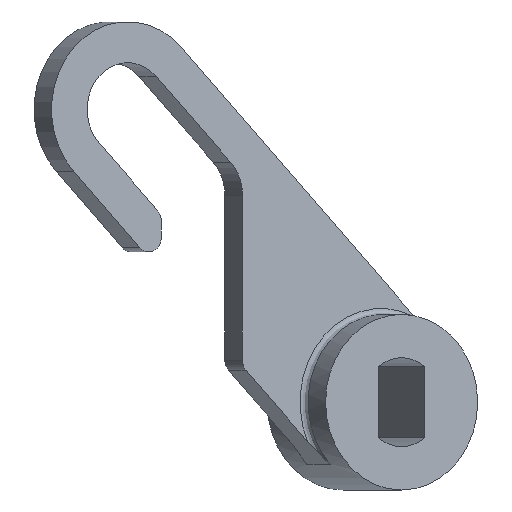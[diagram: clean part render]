
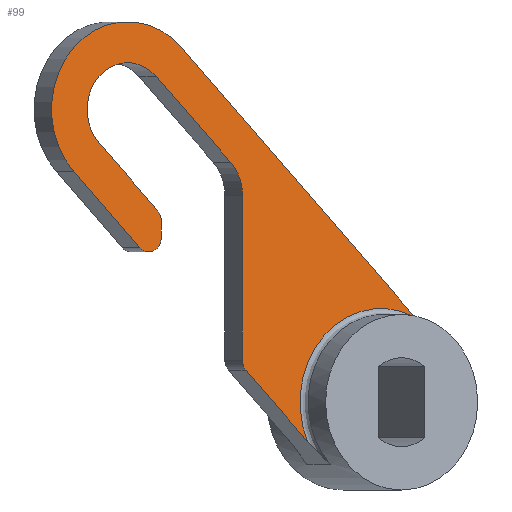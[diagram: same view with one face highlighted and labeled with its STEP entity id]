
A CAD part, front view. The second image highlights one B-rep face of the part: STEP entity #99.
In plain terms, the highlighted planar face has unit normal (0.5, -0.866, 0).
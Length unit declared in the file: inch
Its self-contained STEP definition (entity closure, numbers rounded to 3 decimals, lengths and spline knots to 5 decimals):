
#59=PLANE('',#508);
#75=FACE_OUTER_BOUND('',#215,.T.);
#99=ADVANCED_FACE('',(#75),#59,.F.);
#129=LINE('',#702,#165);
#133=LINE('',#714,#169);
#134=LINE('',#716,#170);
#139=LINE('',#759,#175);
#143=LINE('',#782,#179);
#144=LINE('',#784,#180);
#148=LINE('',#793,#184);
#165=VECTOR('',#571,1.);
#169=VECTOR('',#583,1.);
#170=VECTOR('',#586,1.);
#175=VECTOR('',#593,1.);
#179=VECTOR('',#605,1.);
#180=VECTOR('',#608,1.);
#184=VECTOR('',#614,1.);
#215=EDGE_LOOP('',(#298,#299,#300,#301,#302,#303,#304,#305,#306,#307,#308,
#309,#310,#311));
#298=ORIENTED_EDGE('',*,*,#419,.T.);
#299=ORIENTED_EDGE('',*,*,#442,.T.);
#300=ORIENTED_EDGE('',*,*,#427,.T.);
#301=ORIENTED_EDGE('',*,*,#431,.T.);
#302=ORIENTED_EDGE('',*,*,#434,.T.);
#303=ORIENTED_EDGE('',*,*,#443,.T.);
#304=ORIENTED_EDGE('',*,*,#435,.T.);
#305=ORIENTED_EDGE('',*,*,#444,.T.);
#306=ORIENTED_EDGE('',*,*,#439,.T.);
#307=ORIENTED_EDGE('',*,*,#408,.T.);
#308=ORIENTED_EDGE('',*,*,#412,.T.);
#309=ORIENTED_EDGE('',*,*,#415,.T.);
#310=ORIENTED_EDGE('',*,*,#418,.T.);
#311=ORIENTED_EDGE('',*,*,#445,.T.);
#362=VERTEX_POINT('',#693);
#363=VERTEX_POINT('',#695);
#365=VERTEX_POINT('',#701);
#367=VERTEX_POINT('',#707);
#369=VERTEX_POINT('',#713);
#370=VERTEX_POINT('',#717);
#371=VERTEX_POINT('',#718);
#376=VERTEX_POINT('',#758);
#377=VERTEX_POINT('',#760);
#379=VERTEX_POINT('',#775);
#381=VERTEX_POINT('',#781);
#382=VERTEX_POINT('',#785);
#383=VERTEX_POINT('',#786);
#386=VERTEX_POINT('',#794);
#408=EDGE_CURVE('',#363,#362,#459,.T.);
#412=EDGE_CURVE('',#362,#365,#129,.T.);
#415=EDGE_CURVE('',#365,#367,#461,.T.);
#418=EDGE_CURVE('',#367,#369,#133,.T.);
#419=EDGE_CURVE('',#370,#371,#134,.T.);
#427=EDGE_CURVE('',#377,#376,#139,.T.);
#431=EDGE_CURVE('',#376,#379,#463,.T.);
#434=EDGE_CURVE('',#379,#381,#143,.T.);
#435=EDGE_CURVE('',#382,#383,#144,.T.);
#439=EDGE_CURVE('',#386,#363,#148,.T.);
#442=EDGE_CURVE('',#371,#377,#464,.T.);
#443=EDGE_CURVE('',#381,#382,#465,.T.);
#444=EDGE_CURVE('',#383,#386,#466,.T.);
#445=EDGE_CURVE('',#369,#370,#467,.T.);
#459=CIRCLE('',#489,0.2);
#461=CIRCLE('',#493,0.2);
#463=CIRCLE('',#499,0.375);
#464=CIRCLE('',#504,0.4);
#465=CIRCLE('',#505,0.0625);
#466=CIRCLE('',#506,0.0625);
#467=CIRCLE('',#507,0.0625);
#489=AXIS2_PLACEMENT_3D('',#694,#564,#565);
#493=AXIS2_PLACEMENT_3D('',#708,#577,#578);
#499=AXIS2_PLACEMENT_3D('',#776,#599,#600);
#504=AXIS2_PLACEMENT_3D('',#799,#619,#620);
#505=AXIS2_PLACEMENT_3D('',#800,#621,#622);
#506=AXIS2_PLACEMENT_3D('',#801,#623,#624);
#507=AXIS2_PLACEMENT_3D('',#802,#625,#626);
#508=AXIS2_PLACEMENT_3D('',#803,#627,#628);
#564=DIRECTION('',(-0.5,0.866,0.));
#565=DIRECTION('',(0.866,0.5,0.));
#571=DIRECTION('',(0.612,0.354,-0.707));
#577=DIRECTION('',(-0.5,0.866,0.));
#578=DIRECTION('',(0.866,0.5,0.));
#583=DIRECTION('',(0.,0.,-1.));
#586=DIRECTION('',(0.612,0.354,-0.707));
#593=DIRECTION('',(-0.612,-0.354,0.707));
#599=DIRECTION('',(0.5,-0.866,0.));
#600=DIRECTION('',(0.866,0.5,0.));
#605=DIRECTION('',(0.612,0.354,-0.707));
#608=DIRECTION('',(0.,0.,1.));
#614=DIRECTION('',(-0.612,-0.354,0.707));
#619=DIRECTION('',(-0.5,0.866,0.));
#620=DIRECTION('',(-0.866,-0.5,0.));
#621=DIRECTION('',(0.5,-0.866,0.));
#622=DIRECTION('',(-0.866,-0.5,0.));
#623=DIRECTION('',(0.5,-0.866,0.));
#624=DIRECTION('',(-0.866,-0.5,0.));
#625=DIRECTION('',(0.5,-0.866,0.));
#626=DIRECTION('',(-0.866,-0.5,0.));
#627=DIRECTION('',(-0.5,0.866,0.));
#628=DIRECTION('',(-0.866,-0.5,0.));
#693=CARTESIAN_POINT('',(0.74462,1.83914,24.62935));
#694=CARTESIAN_POINT('',(0.62214,1.76843,24.48793));
#695=CARTESIAN_POINT('',(0.49967,1.69772,24.34651));
#701=CARTESIAN_POINT('',(1.06169,2.0222,24.26323));
#702=CARTESIAN_POINT('',(0.74462,1.83914,24.62935));
#707=CARTESIAN_POINT('',(1.11242,2.05149,24.12181));
#708=CARTESIAN_POINT('',(0.93921,1.95149,24.12181));
#713=CARTESIAN_POINT('',(1.11242,2.05149,23.41737));
#714=CARTESIAN_POINT('',(1.11242,2.05149,24.12181));
#716=CARTESIAN_POINT('',(1.11242,2.05149,23.39148));
#717=CARTESIAN_POINT('',(1.12827,2.06064,23.37317));
#718=CARTESIAN_POINT('',(1.3898,2.21163,23.07119));
#758=CARTESIAN_POINT('',(0.85178,1.90101,24.75309));
#759=CARTESIAN_POINT('',(1.93432,2.52601,23.50309));
#760=CARTESIAN_POINT('',(1.84908,2.4768,23.60152));
#775=CARTESIAN_POINT('',(0.39251,1.63585,24.22276));
#776=CARTESIAN_POINT('',(0.62214,1.76843,24.48793));
#781=CARTESIAN_POINT('',(0.67361,1.79814,23.89817));
#782=CARTESIAN_POINT('',(0.39251,1.63585,24.22276));
#784=CARTESIAN_POINT('',(0.76601,1.85149,23.79148));
#785=CARTESIAN_POINT('',(0.76601,1.85149,23.94237));
#786=CARTESIAN_POINT('',(0.76601,1.85149,24.01308));
#793=CARTESIAN_POINT('',(0.76601,1.85149,24.03897));
#794=CARTESIAN_POINT('',(0.75015,1.84233,24.05727));
#799=CARTESIAN_POINT('',(1.70468,2.39343,23.23793));
#800=CARTESIAN_POINT('',(0.71188,1.82024,23.94237));
#801=CARTESIAN_POINT('',(0.71188,1.82024,24.01308));
#802=CARTESIAN_POINT('',(1.16654,2.08274,23.41737));
#803=CARTESIAN_POINT('',(0.62214,1.76843,24.48793));
